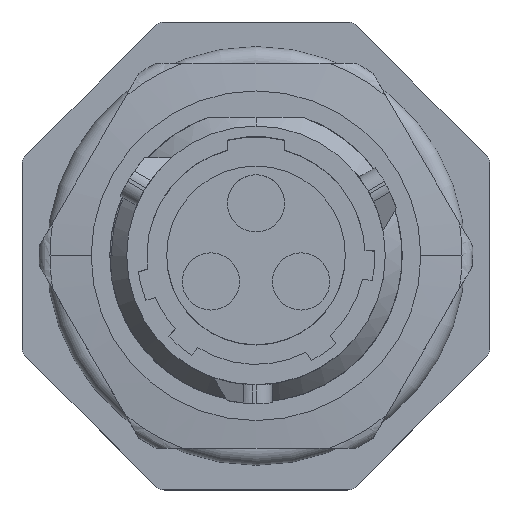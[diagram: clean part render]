
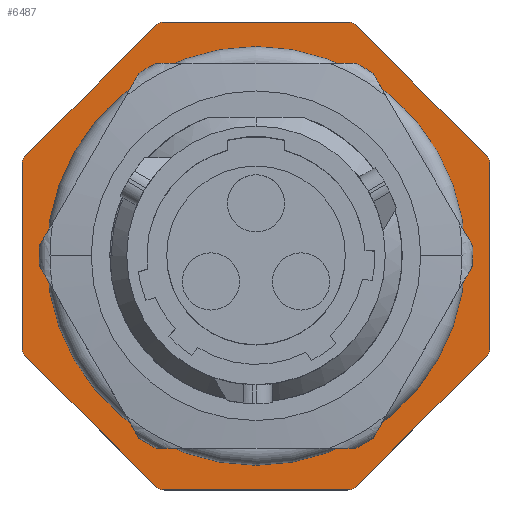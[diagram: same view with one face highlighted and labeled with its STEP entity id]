
A CAD part, top view. The second image highlights one B-rep face of the part: STEP entity #6487.
In plain terms, the highlighted planar face has unit normal (0, 0, 1).
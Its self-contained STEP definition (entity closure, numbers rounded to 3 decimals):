
#2191=DIRECTION('',(0.707,-0.707,0.));
#2192=VECTOR('',#2191,10.55);
#2193=CARTESIAN_POINT('',(5.805,13.265,2.3));
#2194=LINE('',#2193,#2192);
#2195=DIRECTION('',(0.,-1.,0.));
#2196=VECTOR('',#2195,10.55);
#2197=CARTESIAN_POINT('',(13.485,5.275,2.3));
#2198=LINE('',#2197,#2196);
#2199=DIRECTION('',(-0.707,-0.707,0.));
#2200=VECTOR('',#2199,10.55);
#2201=CARTESIAN_POINT('',(13.265,-5.805,2.3));
#2202=LINE('',#2201,#2200);
#2203=DIRECTION('',(-1.,0.,0.));
#2204=VECTOR('',#2203,10.55);
#2205=CARTESIAN_POINT('',(5.275,-13.485,2.3));
#2206=LINE('',#2205,#2204);
#2207=DIRECTION('',(-0.707,0.707,0.));
#2208=VECTOR('',#2207,10.55);
#2209=CARTESIAN_POINT('',(-5.805,-13.265,2.3));
#2210=LINE('',#2209,#2208);
#2211=DIRECTION('',(0.,1.,0.));
#2212=VECTOR('',#2211,10.55);
#2213=CARTESIAN_POINT('',(-13.485,-5.275,2.3));
#2214=LINE('',#2213,#2212);
#2215=DIRECTION('',(0.707,0.707,0.));
#2216=VECTOR('',#2215,10.55);
#2217=CARTESIAN_POINT('',(-13.265,5.805,2.3));
#2218=LINE('',#2217,#2216);
#2219=DIRECTION('',(1.,0.,0.));
#2220=VECTOR('',#2219,10.55);
#2221=CARTESIAN_POINT('',(-5.275,13.485,2.3));
#2222=LINE('',#2221,#2220);
#2223=CARTESIAN_POINT('',(0.,0.,2.3));
#2224=DIRECTION('',(0.,0.,1.));
#2225=DIRECTION('',(-1.,0.,0.));
#2226=AXIS2_PLACEMENT_3D('',#2223,#2224,#2225);
#2228=CARTESIAN_POINT('',(0.,0.,2.3));
#2229=DIRECTION('',(0.,0.,1.));
#2230=DIRECTION('',(1.,0.,0.));
#2231=AXIS2_PLACEMENT_3D('',#2228,#2229,#2230);
#2237=CARTESIAN_POINT('',(5.275,12.735,2.3));
#2238=DIRECTION('',(0.,0.,1.));
#2239=DIRECTION('',(0.707,0.707,0.));
#2240=AXIS2_PLACEMENT_3D('',#2237,#2238,#2239);
#2287=CARTESIAN_POINT('',(-5.275,12.735,2.3));
#2288=DIRECTION('',(0.,0.,1.));
#2289=DIRECTION('',(0.,1.,0.));
#2290=AXIS2_PLACEMENT_3D('',#2287,#2288,#2289);
#2305=CARTESIAN_POINT('',(-12.735,5.275,2.3));
#2306=DIRECTION('',(0.,0.,1.));
#2307=DIRECTION('',(-0.707,0.707,0.));
#2308=AXIS2_PLACEMENT_3D('',#2305,#2306,#2307);
#2323=CARTESIAN_POINT('',(-12.735,-5.275,2.3));
#2324=DIRECTION('',(0.,0.,1.));
#2325=DIRECTION('',(-1.,0.,0.));
#2326=AXIS2_PLACEMENT_3D('',#2323,#2324,#2325);
#2341=CARTESIAN_POINT('',(-5.275,-12.735,2.3));
#2342=DIRECTION('',(0.,0.,1.));
#2343=DIRECTION('',(-0.707,-0.707,0.));
#2344=AXIS2_PLACEMENT_3D('',#2341,#2342,#2343);
#2359=CARTESIAN_POINT('',(5.275,-12.735,2.3));
#2360=DIRECTION('',(0.,0.,1.));
#2361=DIRECTION('',(0.,-1.,0.));
#2362=AXIS2_PLACEMENT_3D('',#2359,#2360,#2361);
#2377=CARTESIAN_POINT('',(12.735,-5.275,2.3));
#2378=DIRECTION('',(0.,0.,1.));
#2379=DIRECTION('',(0.707,-0.707,0.));
#2380=AXIS2_PLACEMENT_3D('',#2377,#2378,#2379);
#2395=CARTESIAN_POINT('',(12.735,5.275,2.3));
#2396=DIRECTION('',(0.,0.,1.));
#2397=DIRECTION('',(1.,0.,0.));
#2398=AXIS2_PLACEMENT_3D('',#2395,#2396,#2397);
#3868=CARTESIAN_POINT('',(5.805,13.265,2.3));
#3870=VERTEX_POINT('',#3868);
#3871=CARTESIAN_POINT('',(5.275,13.485,2.3));
#3872=VERTEX_POINT('',#3871);
#3876=CARTESIAN_POINT('',(13.485,5.275,2.3));
#3878=VERTEX_POINT('',#3876);
#3879=CARTESIAN_POINT('',(13.265,5.805,2.3));
#3880=VERTEX_POINT('',#3879);
#3884=CARTESIAN_POINT('',(13.265,-5.805,2.3));
#3886=VERTEX_POINT('',#3884);
#3887=CARTESIAN_POINT('',(13.485,-5.275,2.3));
#3888=VERTEX_POINT('',#3887);
#3892=CARTESIAN_POINT('',(-5.275,13.485,2.3));
#3894=VERTEX_POINT('',#3892);
#3895=CARTESIAN_POINT('',(-5.805,13.265,2.3));
#3896=VERTEX_POINT('',#3895);
#3900=CARTESIAN_POINT('',(5.275,-13.485,2.3));
#3902=VERTEX_POINT('',#3900);
#3903=CARTESIAN_POINT('',(5.805,-13.265,2.3));
#3904=VERTEX_POINT('',#3903);
#3908=CARTESIAN_POINT('',(-5.805,-13.265,2.3));
#3910=VERTEX_POINT('',#3908);
#3911=CARTESIAN_POINT('',(-5.275,-13.485,2.3));
#3912=VERTEX_POINT('',#3911);
#3916=CARTESIAN_POINT('',(-13.485,-5.275,2.3));
#3918=VERTEX_POINT('',#3916);
#3919=CARTESIAN_POINT('',(-13.265,-5.805,2.3));
#3920=VERTEX_POINT('',#3919);
#3924=CARTESIAN_POINT('',(-13.265,5.805,2.3));
#3926=VERTEX_POINT('',#3924);
#3927=CARTESIAN_POINT('',(-13.485,5.275,2.3));
#3928=VERTEX_POINT('',#3927);
#4228=CARTESIAN_POINT('',(-11.59,0.,2.3));
#4229=CARTESIAN_POINT('',(11.59,0.,2.3));
#4230=VERTEX_POINT('',#4228);
#4231=VERTEX_POINT('',#4229);
#6444=CARTESIAN_POINT('',(0.,0.,2.3));
#6445=DIRECTION('',(0.,0.,-1.));
#6446=DIRECTION('',(0.,-1.,0.));
#6447=AXIS2_PLACEMENT_3D('',#6444,#6445,#6446);
#6448=PLANE('',#6447);
#6450=ORIENTED_EDGE('',*,*,#6449,.F.);
#6452=ORIENTED_EDGE('',*,*,#6451,.T.);
#6454=ORIENTED_EDGE('',*,*,#6453,.F.);
#6456=ORIENTED_EDGE('',*,*,#6455,.T.);
#6458=ORIENTED_EDGE('',*,*,#6457,.F.);
#6460=ORIENTED_EDGE('',*,*,#6459,.T.);
#6462=ORIENTED_EDGE('',*,*,#6461,.F.);
#6464=ORIENTED_EDGE('',*,*,#6463,.T.);
#6466=ORIENTED_EDGE('',*,*,#6465,.F.);
#6468=ORIENTED_EDGE('',*,*,#6467,.T.);
#6470=ORIENTED_EDGE('',*,*,#6469,.F.);
#6472=ORIENTED_EDGE('',*,*,#6471,.T.);
#6474=ORIENTED_EDGE('',*,*,#6473,.F.);
#6476=ORIENTED_EDGE('',*,*,#6475,.T.);
#6478=ORIENTED_EDGE('',*,*,#6477,.F.);
#6480=ORIENTED_EDGE('',*,*,#6479,.T.);
#6481=EDGE_LOOP('',(#6450,#6452,#6454,#6456,#6458,#6460,#6462,#6464,#6466,#6468,
#6470,#6472,#6474,#6476,#6478,#6480));
#6482=FACE_OUTER_BOUND('',#6481,.F.);
#6483=ORIENTED_EDGE('',*,*,#6411,.T.);
#6484=ORIENTED_EDGE('',*,*,#6426,.T.);
#6485=EDGE_LOOP('',(#6483,#6484));
#6486=FACE_BOUND('',#6485,.F.);
#6487=ADVANCED_FACE('',(#6482,#6486),#6448,.F.);
#2227=CIRCLE('',#2226,11.59);
#2232=CIRCLE('',#2231,11.59);
#2241=CIRCLE('',#2240,0.75);
#2291=CIRCLE('',#2290,0.75);
#2309=CIRCLE('',#2308,0.75);
#2327=CIRCLE('',#2326,0.75);
#2345=CIRCLE('',#2344,0.75);
#2363=CIRCLE('',#2362,0.75);
#2381=CIRCLE('',#2380,0.75);
#2399=CIRCLE('',#2398,0.75);
#6411=EDGE_CURVE('',#4230,#4231,#2227,.T.);
#6426=EDGE_CURVE('',#4231,#4230,#2232,.T.);
#6449=EDGE_CURVE('',#3870,#3872,#2241,.T.);
#6451=EDGE_CURVE('',#3870,#3880,#2194,.T.);
#6453=EDGE_CURVE('',#3878,#3880,#2399,.T.);
#6455=EDGE_CURVE('',#3878,#3888,#2198,.T.);
#6457=EDGE_CURVE('',#3886,#3888,#2381,.T.);
#6459=EDGE_CURVE('',#3886,#3904,#2202,.T.);
#6461=EDGE_CURVE('',#3902,#3904,#2363,.T.);
#6463=EDGE_CURVE('',#3902,#3912,#2206,.T.);
#6465=EDGE_CURVE('',#3910,#3912,#2345,.T.);
#6467=EDGE_CURVE('',#3910,#3920,#2210,.T.);
#6469=EDGE_CURVE('',#3918,#3920,#2327,.T.);
#6471=EDGE_CURVE('',#3918,#3928,#2214,.T.);
#6473=EDGE_CURVE('',#3926,#3928,#2309,.T.);
#6475=EDGE_CURVE('',#3926,#3896,#2218,.T.);
#6477=EDGE_CURVE('',#3894,#3896,#2291,.T.);
#6479=EDGE_CURVE('',#3894,#3872,#2222,.T.);
